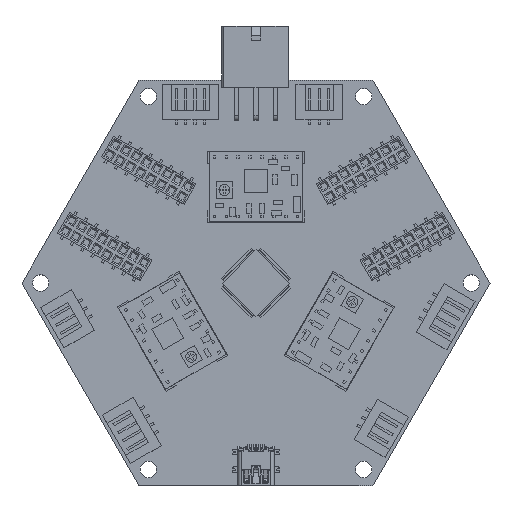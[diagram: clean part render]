
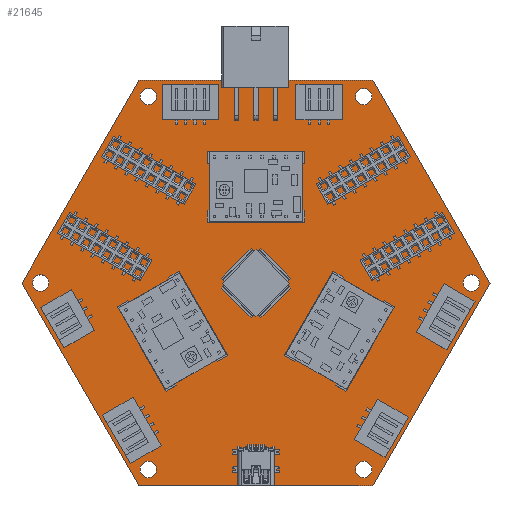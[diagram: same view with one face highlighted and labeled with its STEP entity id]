
A CAD part, top view. The second image highlights one B-rep face of the part: STEP entity #21645.
In plain terms, the highlighted planar face has unit normal (0, 0, 1).
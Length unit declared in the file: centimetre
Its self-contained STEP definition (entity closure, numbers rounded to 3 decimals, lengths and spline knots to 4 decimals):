
#1269=VECTOR('',#24131,1.);
#1273=VECTOR('',#24136,1.);
#1276=VECTOR('',#24140,1.);
#1279=VECTOR('',#24144,1.);
#1282=VECTOR('',#24148,1.);
#1285=VECTOR('',#24152,1.);
#4013=LINE('',#28545,#1269);
#4017=LINE('',#28554,#1273);
#4020=LINE('',#28560,#1276);
#4023=LINE('',#28566,#1279);
#4026=LINE('',#28572,#1282);
#4029=LINE('',#28578,#1285);
#6763=PLANE('',#22791);
#7736=VERTEX_POINT('',#28518);
#7738=VERTEX_POINT('',#28523);
#7740=VERTEX_POINT('',#28528);
#7742=VERTEX_POINT('',#28533);
#7744=VERTEX_POINT('',#28538);
#7746=VERTEX_POINT('',#28543);
#7747=VERTEX_POINT('',#28546);
#7748=VERTEX_POINT('',#28547);
#7751=VERTEX_POINT('',#28555);
#7753=VERTEX_POINT('',#28561);
#7755=VERTEX_POINT('',#28567);
#7757=VERTEX_POINT('',#28573);
#9731=CIRCLE('',#22769,0.175);
#9733=CIRCLE('',#22772,0.175);
#9735=CIRCLE('',#22775,0.175);
#9737=CIRCLE('',#22778,0.175);
#9739=CIRCLE('',#22781,0.175);
#9741=CIRCLE('',#22784,0.175);
#9934=EDGE_CURVE('',#7736,#7736,#9731,.T.);
#9936=EDGE_CURVE('',#7738,#7738,#9733,.T.);
#9938=EDGE_CURVE('',#7740,#7740,#9735,.T.);
#9940=EDGE_CURVE('',#7742,#7742,#9737,.T.);
#9942=EDGE_CURVE('',#7744,#7744,#9739,.T.);
#9944=EDGE_CURVE('',#7746,#7746,#9741,.T.);
#9945=EDGE_CURVE('',#7747,#7748,#4013,.T.);
#9949=EDGE_CURVE('',#7748,#7751,#4017,.T.);
#9952=EDGE_CURVE('',#7751,#7753,#4020,.T.);
#9955=EDGE_CURVE('',#7753,#7755,#4023,.T.);
#9958=EDGE_CURVE('',#7755,#7757,#4026,.T.);
#9961=EDGE_CURVE('',#7757,#7747,#4029,.T.);
#13031=ORIENTED_EDGE('',*,*,#9934,.T.);
#13032=ORIENTED_EDGE('',*,*,#9936,.T.);
#13033=ORIENTED_EDGE('',*,*,#9938,.T.);
#13034=ORIENTED_EDGE('',*,*,#9940,.T.);
#13035=ORIENTED_EDGE('',*,*,#9942,.T.);
#13036=ORIENTED_EDGE('',*,*,#9944,.T.);
#13037=ORIENTED_EDGE('',*,*,#9945,.F.);
#13038=ORIENTED_EDGE('',*,*,#9961,.F.);
#13039=ORIENTED_EDGE('',*,*,#9958,.F.);
#13040=ORIENTED_EDGE('',*,*,#9955,.F.);
#13041=ORIENTED_EDGE('',*,*,#9952,.F.);
#13042=ORIENTED_EDGE('',*,*,#9949,.F.);
#19137=EDGE_LOOP('',(#13031));
#19138=EDGE_LOOP('',(#13032));
#19139=EDGE_LOOP('',(#13033));
#19140=EDGE_LOOP('',(#13034));
#19141=EDGE_LOOP('',(#13035));
#19142=EDGE_LOOP('',(#13036));
#19143=EDGE_LOOP('',(#13037,#13038,#13039,#13040,#13041,#13042));
#20394=FACE_BOUND('',#19137,.T.);
#20395=FACE_BOUND('',#19138,.T.);
#20396=FACE_BOUND('',#19139,.T.);
#20397=FACE_BOUND('',#19140,.T.);
#20398=FACE_BOUND('',#19141,.T.);
#20399=FACE_BOUND('',#19142,.T.);
#20400=FACE_BOUND('',#19143,.T.);
#21645=ADVANCED_FACE('',(#20394,#20395,#20396,#20397,#20398,#20399,#20400),
#6763,.T.);
#22769=AXIS2_PLACEMENT_3D('',#28517,#24098,#24099);
#22772=AXIS2_PLACEMENT_3D('',#28522,#24104,#24105);
#22775=AXIS2_PLACEMENT_3D('',#28527,#24110,#24111);
#22778=AXIS2_PLACEMENT_3D('',#28532,#24116,#24117);
#22781=AXIS2_PLACEMENT_3D('',#28537,#24122,#24123);
#22784=AXIS2_PLACEMENT_3D('',#28542,#24128,#24129);
#22791=AXIS2_PLACEMENT_3D('',#28580,#24154,$);
#24098=DIRECTION('',(0.,0.,-1.));
#24099=DIRECTION('',(0.087,-0.152,0.));
#24104=DIRECTION('',(0.,0.,-1.));
#24105=DIRECTION('',(-0.088,-0.152,0.));
#24110=DIRECTION('',(0.,0.,-1.));
#24111=DIRECTION('',(-0.175,0.,0.));
#24116=DIRECTION('',(0.,0.,-1.));
#24117=DIRECTION('',(-0.087,0.152,0.));
#24122=DIRECTION('',(0.,0.,-1.));
#24123=DIRECTION('',(0.088,0.152,0.));
#24128=DIRECTION('',(0.,0.,-1.));
#24129=DIRECTION('',(0.175,0.,0.));
#24131=DIRECTION('',(-1.,0.,0.));
#24136=DIRECTION('',(-0.5,0.866,0.));
#24140=DIRECTION('',(0.5,0.866,0.));
#24144=DIRECTION('',(1.,0.,0.));
#24148=DIRECTION('',(0.5,-0.866,0.));
#24152=DIRECTION('',(-0.5,-0.866,0.));
#24154=DIRECTION('',(0.,0.,1.));
#28517=CARTESIAN_POINT('',(-2.3,-3.9837,0.1588));
#28518=CARTESIAN_POINT('',(-2.3875,-3.8322,0.1588));
#28522=CARTESIAN_POINT('',(-4.6,0.,0.1588));
#28523=CARTESIAN_POINT('',(-4.5125,0.1516,0.1588));
#28527=CARTESIAN_POINT('',(-2.3,3.9837,0.1588));
#28528=CARTESIAN_POINT('',(-2.125,3.9837,0.1588));
#28532=CARTESIAN_POINT('',(2.3,3.9837,0.1588));
#28533=CARTESIAN_POINT('',(2.3875,3.8322,0.1588));
#28537=CARTESIAN_POINT('',(4.6,0.,0.1588));
#28538=CARTESIAN_POINT('',(4.5125,-0.1516,0.1588));
#28542=CARTESIAN_POINT('',(2.3,-3.9837,0.1588));
#28543=CARTESIAN_POINT('',(2.125,-3.9837,0.1588));
#28545=CARTESIAN_POINT('',(-2.5,-4.3301,0.1588));
#28546=CARTESIAN_POINT('',(2.5,-4.3301,0.1588));
#28547=CARTESIAN_POINT('',(-2.5,-4.3301,0.1588));
#28554=CARTESIAN_POINT('',(-5.,0.,0.1588));
#28555=CARTESIAN_POINT('',(-5.,0.,0.1588));
#28560=CARTESIAN_POINT('',(-2.5,4.3301,0.1588));
#28561=CARTESIAN_POINT('',(-2.5,4.3301,0.1588));
#28566=CARTESIAN_POINT('',(2.5,4.3301,0.1588));
#28567=CARTESIAN_POINT('',(2.5,4.3301,0.1588));
#28572=CARTESIAN_POINT('',(5.,0.,0.1588));
#28573=CARTESIAN_POINT('',(5.,0.,0.1588));
#28578=CARTESIAN_POINT('',(2.5,-4.3301,0.1588));
#28580=CARTESIAN_POINT('',(0.,0.,
0.1588));
